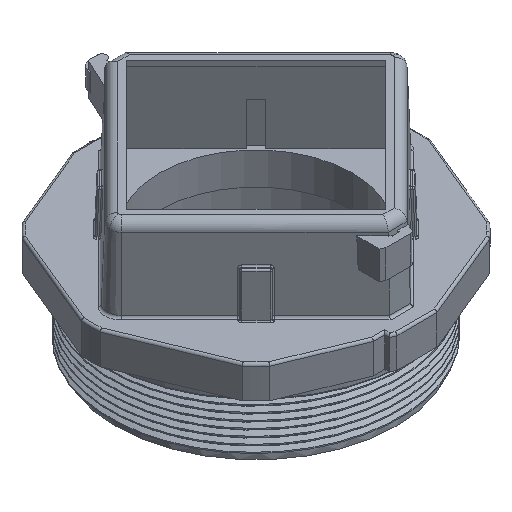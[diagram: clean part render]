
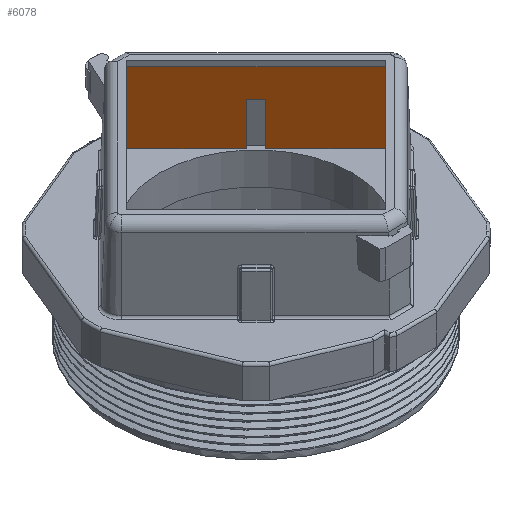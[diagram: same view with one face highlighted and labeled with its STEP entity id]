
A CAD part, isometric view. The second image highlights one B-rep face of the part: STEP entity #6078.
In plain terms, the highlighted planar face has unit normal (-0.707, -0.707, -0.035).
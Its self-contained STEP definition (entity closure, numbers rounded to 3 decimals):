
#35 = VERTEX_POINT ( 'NONE', #2593 ) ;
#71 = DIRECTION ( 'NONE',  ( 0., 0.049, -0.999 ) ) ;
#264 = CARTESIAN_POINT ( 'NONE',  ( 0., 29.26, 23.5 ) ) ;
#935 = EDGE_CURVE ( 'NONE', #2411, #3063, #9255, .T. ) ;
#1318 = DIRECTION ( 'NONE',  ( -0.707, 0.707, 0. ) ) ;
#1367 = DIRECTION ( 'NONE',  ( -0.707, 0.707, 0. ) ) ;
#1430 = CARTESIAN_POINT ( 'NONE',  ( 29.189, 0., 24.942 ) ) ;
#1460 = VECTOR ( 'NONE', #4984, 1000. ) ;
#1560 = EDGE_CURVE ( 'NONE', #5219, #6851, #4164, .T. ) ;
#1610 = DIRECTION ( 'NONE',  ( 0.707, -0.707, 0. ) ) ;
#1852 = AXIS2_PLACEMENT_3D ( 'NONE', #6208, #6241, #1610 ) ;
#2004 = EDGE_CURVE ( 'NONE', #6851, #5113, #8736, .T. ) ;
#2025 = ORIENTED_EDGE ( 'NONE', *, *, #2459, .T. ) ;
#2113 = CARTESIAN_POINT ( 'NONE',  ( 0.407, 29.668, 7. ) ) ;
#2161 = EDGE_CURVE ( 'NONE', #7279, #8755, #2798, .T. ) ;
#2327 = VECTOR ( 'NONE', #9465, 1000. ) ;
#2411 = VERTEX_POINT ( 'NONE', #6964 ) ;
#2459 = EDGE_CURVE ( 'NONE', #8755, #8145, #6557, .T. ) ;
#2506 = ORIENTED_EDGE ( 'NONE', *, *, #9982, .F. ) ;
#2593 = CARTESIAN_POINT ( 'NONE',  ( 29.26, 0., 23.5 ) ) ;
#2798 = LINE ( 'NONE', #4308, #8732 ) ;
#3063 = VERTEX_POINT ( 'NONE', #5777 ) ;
#3068 = VECTOR ( 'NONE', #1318, 1000. ) ;
#3175 = FACE_OUTER_BOUND ( 'NONE', #5860, .T. ) ;
#3328 = DIRECTION ( 'NONE',  ( -0.707, 0.707, 0. ) ) ;
#3661 = EDGE_CURVE ( 'NONE', #35, #6389, #7866, .T. ) ;
#3767 = VECTOR ( 'NONE', #9147, 1000. ) ;
#3865 = ORIENTED_EDGE ( 'NONE', *, *, #7813, .T. ) ;
#3935 = VECTOR ( 'NONE', #5701, 1000. ) ;
#3979 = CARTESIAN_POINT ( 'NONE',  ( 0., 29.26, 23.5 ) ) ;
#4019 = LINE ( 'NONE', #9436, #7868 ) ;
#4164 = LINE ( 'NONE', #9539, #3935 ) ;
#4308 = CARTESIAN_POINT ( 'NONE',  ( 0., 29.26, 23.5 ) ) ;
#4342 = ORIENTED_EDGE ( 'NONE', *, *, #7525, .T. ) ;
#4510 = VECTOR ( 'NONE', #71, 1000. ) ;
#4849 = CARTESIAN_POINT ( 'NONE',  ( 15.864, 13.742, 16.5 ) ) ;
#4900 = CARTESIAN_POINT ( 'NONE',  ( 0.407, 29.668, 7. ) ) ;
#4984 = DIRECTION ( 'NONE',  ( 0., 0.049, -0.999 ) ) ;
#5113 = VERTEX_POINT ( 'NONE', #6877 ) ;
#5219 = VERTEX_POINT ( 'NONE', #7362 ) ;
#5299 = VECTOR ( 'NONE', #3328, 1000. ) ;
#5580 = LINE ( 'NONE', #5760, #1460 ) ;
#5664 = ORIENTED_EDGE ( 'NONE', *, *, #7753, .T. ) ;
#5701 = DIRECTION ( 'NONE',  ( -0.025, -0.025, 0.999 ) ) ;
#5760 = CARTESIAN_POINT ( 'NONE',  ( 0., 29.26, 23.5 ) ) ;
#5777 = CARTESIAN_POINT ( 'NONE',  ( 0., 30.075, 7. ) ) ;
#5860 = EDGE_LOOP ( 'NONE', ( #6870, #8680, #2506, #8443, #4342, #8203, #2025, #3865, #7721, #5664 ) ) ;
#5938 = LINE ( 'NONE', #8373, #9794 ) ;
#6078 = ADVANCED_FACE ( 'NONE', ( #3175 ), #7767, .T. ) ;
#6121 = CARTESIAN_POINT ( 'NONE',  ( 0., 29.655, 15.5 ) ) ;
#6208 = CARTESIAN_POINT ( 'NONE',  ( 0., 29.26, 23.5 ) ) ;
#6241 = DIRECTION ( 'NONE',  ( -0.707, -0.707, -0.035 ) ) ;
#6389 = VERTEX_POINT ( 'NONE', #8159 ) ;
#6557 = LINE ( 'NONE', #3979, #4510 ) ;
#6851 = VERTEX_POINT ( 'NONE', #7948 ) ;
#6870 = ORIENTED_EDGE ( 'NONE', *, *, #2004, .F. ) ;
#6877 = CARTESIAN_POINT ( 'NONE',  ( 13.742, 15.864, 16.5 ) ) ;
#6964 = CARTESIAN_POINT ( 'NONE',  ( 13.977, 16.098, 7. ) ) ;
#7140 = CARTESIAN_POINT ( 'NONE',  ( 0., 29.654, 15.52 ) ) ;
#7259 = DIRECTION ( 'NONE',  ( -0.025, -0.025, 0.999 ) ) ;
#7279 = VERTEX_POINT ( 'NONE', #264 ) ;
#7362 = CARTESIAN_POINT ( 'NONE',  ( 16.098, 13.977, 7. ) ) ;
#7525 = EDGE_CURVE ( 'NONE', #35, #7279, #5938, .T. ) ;
#7721 = ORIENTED_EDGE ( 'NONE', *, *, #935, .F. ) ;
#7753 = EDGE_CURVE ( 'NONE', #2411, #5113, #4019, .T. ) ;
#7767 = PLANE ( 'NONE',  #1852 ) ;
#7813 = EDGE_CURVE ( 'NONE', #8145, #3063, #5580, .T. ) ;
#7866 = LINE ( 'NONE', #1430, #3767 ) ;
#7868 = VECTOR ( 'NONE', #7259, 1000. ) ;
#7948 = CARTESIAN_POINT ( 'NONE',  ( 15.864, 13.742, 16.5 ) ) ;
#8145 = VERTEX_POINT ( 'NONE', #6121 ) ;
#8159 = CARTESIAN_POINT ( 'NONE',  ( 30.075, 0., 7. ) ) ;
#8203 = ORIENTED_EDGE ( 'NONE', *, *, #2161, .T. ) ;
#8373 = CARTESIAN_POINT ( 'NONE',  ( 0., 29.26, 23.5 ) ) ;
#8443 = ORIENTED_EDGE ( 'NONE', *, *, #3661, .F. ) ;
#8680 = ORIENTED_EDGE ( 'NONE', *, *, #1560, .F. ) ;
#8732 = VECTOR ( 'NONE', #9697, 1000. ) ;
#8736 = LINE ( 'NONE', #4849, #2327 ) ;
#8755 = VERTEX_POINT ( 'NONE', #7140 ) ;
#9147 = DIRECTION ( 'NONE',  ( 0.049, 0., -0.999 ) ) ;
#9255 = LINE ( 'NONE', #2113, #3068 ) ;
#9402 = LINE ( 'NONE', #4900, #5299 ) ;
#9436 = CARTESIAN_POINT ( 'NONE',  ( 13.742, 15.864, 16.5 ) ) ;
#9465 = DIRECTION ( 'NONE',  ( -0.707, 0.707, 0. ) ) ;
#9539 = CARTESIAN_POINT ( 'NONE',  ( 15.864, 13.742, 16.5 ) ) ;
#9697 = DIRECTION ( 'NONE',  ( 0., 0.049, -0.999 ) ) ;
#9794 = VECTOR ( 'NONE', #1367, 1000. ) ;
#9982 = EDGE_CURVE ( 'NONE', #6389, #5219, #9402, .T. ) ;
